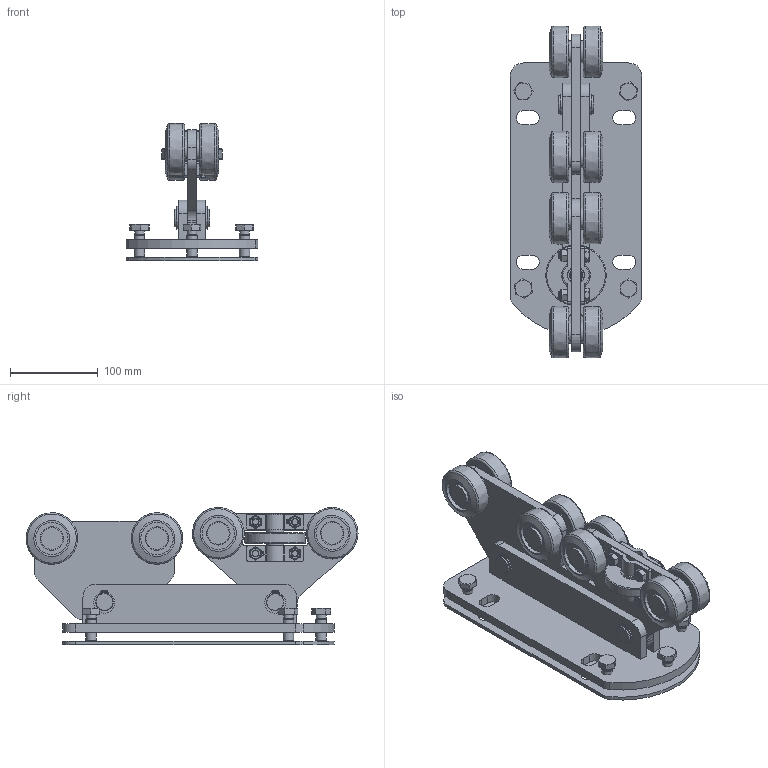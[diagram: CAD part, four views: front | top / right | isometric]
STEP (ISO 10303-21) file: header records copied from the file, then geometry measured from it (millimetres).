
FILE_DESCRIPTION(/* description */ (''),/* implementation_level */ '2;1');
FILE_NAME(/* name */ '9968PAF.stp',/* time_stamp */ '2019-08-05T15:22:55+02:00',/* author */ ('DIDIERR'),/* organization */ (''),/* preprocessor_version */ 'ST-DEVELOPER v17.2',/* originating_system */ 'Autodesk Inventor 2019',/* authorisation */ '');
FILE_SCHEMA (('AUTOMOTIVE_DESIGN { 1 0 10303 214 3 1 1 }'));
Length unit declared in the file: millimetre
Products named in the file (22): 9968ng; 20242; 20240; 20241; 20247; 20244; 20243; 20246-mont; 20052; 20127; 20128; 20143+09169+09170; 20143; 09169; 09170; 18787; 09159; 04520; 06024; 04609; 14996; 09137
Assembly tree (57 placements, depth 3):
  9968ng
    20242
      20240
      20241  x2
    20247
    20143+09169+09170  x8
      20143
      09169
      09170
    20246-mont  x4
    20052  x8
    20244
    20243
    20127
    20128
    14996  x5
    18787  x2
    09159  x4
    04520  x4
    06024  x4
    04609  x5
    09137
Bounding box: 150 x 378.96 x 156.49 mm (x, y, z)
Volume: 1555073 mm3; surface area: 590155.6 mm2
Topology: 117 solids, 125 shells, 1437 faces, 3836 edges, 2639 vertices
Faces by surface type: plane 490, cylinder 458, torus 278, bspline 83, cone 73, sphere 55
Full cylindrical faces by diameter (mm): 2 x8, 2.5 x16, 6.647 x4, 8 x4, 9 x10, 10.106 x5, 11.053 x5, 12 x5, 12.5 x4, 13.9 x1, 14.1 x1, 14.5 x4, 16.8 x4, 16.9 x1, 17 x9, 17.2 x13, 19 x6, 20 x6, 24.36 x2, 25 x12, 26.78 x32, 32.64 x2, 37 x8, 37.22 x32, 47 x24, 49.5 x8, 69 x1
Entity records: 17314 total; most frequent: CARTESIAN_POINT 4141, DIRECTION 2693, ORIENTED_EDGE 2472, EDGE_CURVE 1236, AXIS2_PLACEMENT_3D 1093, VERTEX_POINT 876, CIRCLE 583, EDGE_LOOP 570
